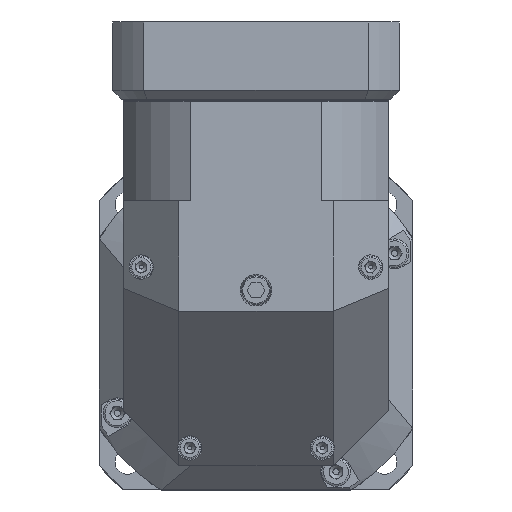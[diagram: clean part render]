
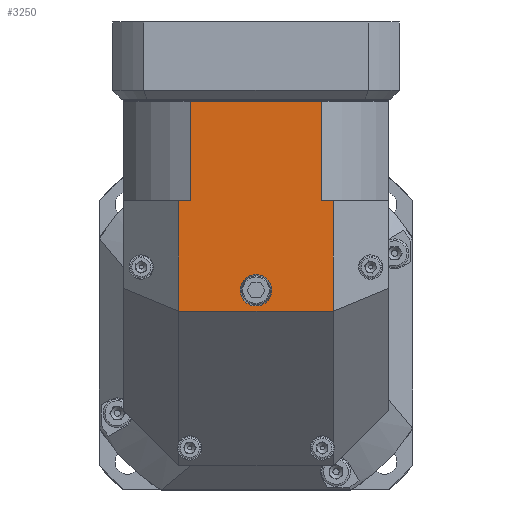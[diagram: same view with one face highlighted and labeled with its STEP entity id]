
A CAD part, front view. The second image highlights one B-rep face of the part: STEP entity #3250.
In plain terms, the highlighted planar face has unit normal (0, -1, 0).
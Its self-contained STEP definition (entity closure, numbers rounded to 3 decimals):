
#178=CARTESIAN_POINT('',(0.0,-60.0,12.359));
#179=VERTEX_POINT('',#178);
#180=CARTESIAN_POINT('',(0.0,-60.0,19.5));
#181=DIRECTION('',(0.0,-1.0,0.0));
#182=DIRECTION('',(0.0,0.0,-1.0));
#183=AXIS2_PLACEMENT_3D('',#180,#181,#182);
#184=CIRCLE('',#183,7.141);
#185=EDGE_CURVE('',#179,#179,#184,.T.);
#3176=CARTESIAN_POINT('',(-60.0,-60.0,105.5));
#3177=DIRECTION('',(0.0,-1.0,0.0));
#3178=DIRECTION('',(0.0,0.0,-1.0));
#3179=AXIS2_PLACEMENT_3D('',#3176,#3177,#3178);
#3180=PLANE('',#3179);
#3181=CARTESIAN_POINT('',(29.816,-60.0,60.));
#3182=VERTEX_POINT('',#3181);
#3183=CARTESIAN_POINT('',(29.816,-60.0,105.2));
#3184=VERTEX_POINT('',#3183);
#3185=CARTESIAN_POINT('',(29.816,-60.0,60.));
#3186=DIRECTION('',(0.0,0.0,1.0));
#3187=VECTOR('',#3186,45.2);
#3188=LINE('',#3185,#3187);
#3189=EDGE_CURVE('',#3182,#3184,#3188,.T.);
#3190=ORIENTED_EDGE('',*,*,#3189,.T.);
#3191=CARTESIAN_POINT('',(-29.816,-60.0,105.2));
#3192=VERTEX_POINT('',#3191);
#3193=CARTESIAN_POINT('',(29.816,-60.0,105.2));
#3194=DIRECTION('',(-1.0,0.0,0.0));
#3195=VECTOR('',#3194,59.632);
#3196=LINE('',#3193,#3195);
#3197=EDGE_CURVE('',#3184,#3192,#3196,.T.);
#3198=ORIENTED_EDGE('',*,*,#3197,.T.);
#3199=CARTESIAN_POINT('',(-29.816,-60.0,60.));
#3200=VERTEX_POINT('',#3199);
#3201=CARTESIAN_POINT('',(-29.816,-60.0,60.));
#3202=DIRECTION('',(0.0,0.0,1.0));
#3203=VECTOR('',#3202,45.2);
#3204=LINE('',#3201,#3203);
#3205=EDGE_CURVE('',#3200,#3192,#3204,.T.);
#3206=ORIENTED_EDGE('',*,*,#3205,.F.);
#3207=CARTESIAN_POINT('',(-35.,-60.0,60.));
#3208=VERTEX_POINT('',#3207);
#3209=CARTESIAN_POINT('',(-29.816,-60.0,60.));
#3210=DIRECTION('',(-1.0,0.0,0.0));
#3211=VECTOR('',#3210,5.184);
#3212=LINE('',#3209,#3211);
#3213=EDGE_CURVE('',#3200,#3208,#3212,.T.);
#3214=ORIENTED_EDGE('',*,*,#3213,.T.);
#3215=CARTESIAN_POINT('',(-35.0,-60.0,10.));
#3216=VERTEX_POINT('',#3215);
#3217=CARTESIAN_POINT('',(-35.0,-60.0,60.));
#3218=DIRECTION('',(0.0,0.0,-1.0));
#3219=VECTOR('',#3218,50.);
#3220=LINE('',#3217,#3219);
#3221=EDGE_CURVE('',#3208,#3216,#3220,.T.);
#3222=ORIENTED_EDGE('',*,*,#3221,.T.);
#3223=CARTESIAN_POINT('',(35.,-60.0,10.));
#3224=VERTEX_POINT('',#3223);
#3225=CARTESIAN_POINT('',(-35.0,-60.0,10.));
#3226=DIRECTION('',(1.0,0.0,0.0));
#3227=VECTOR('',#3226,70.);
#3228=LINE('',#3225,#3227);
#3229=EDGE_CURVE('',#3216,#3224,#3228,.T.);
#3230=ORIENTED_EDGE('',*,*,#3229,.T.);
#3231=CARTESIAN_POINT('',(35.,-60.0,60.));
#3232=VERTEX_POINT('',#3231);
#3233=CARTESIAN_POINT('',(35.,-60.0,10.));
#3234=DIRECTION('',(0.0,0.0,1.0));
#3235=VECTOR('',#3234,50.);
#3236=LINE('',#3233,#3235);
#3237=EDGE_CURVE('',#3224,#3232,#3236,.T.);
#3238=ORIENTED_EDGE('',*,*,#3237,.T.);
#3239=CARTESIAN_POINT('',(35.,-60.0,60.));
#3240=DIRECTION('',(-1.0,0.0,0.0));
#3241=VECTOR('',#3240,5.184);
#3242=LINE('',#3239,#3241);
#3243=EDGE_CURVE('',#3232,#3182,#3242,.T.);
#3244=ORIENTED_EDGE('',*,*,#3243,.T.);
#3245=EDGE_LOOP('',(#3190,#3198,#3206,#3214,#3222,#3230,#3238,#3244));
#3246=FACE_OUTER_BOUND('',#3245,.T.);
#3247=ORIENTED_EDGE('',*,*,#185,.F.);
#3248=EDGE_LOOP('',(#3247));
#3249=FACE_BOUND('',#3248,.T.);
#3250=ADVANCED_FACE('',(#3246,#3249),#3180,.T.);
